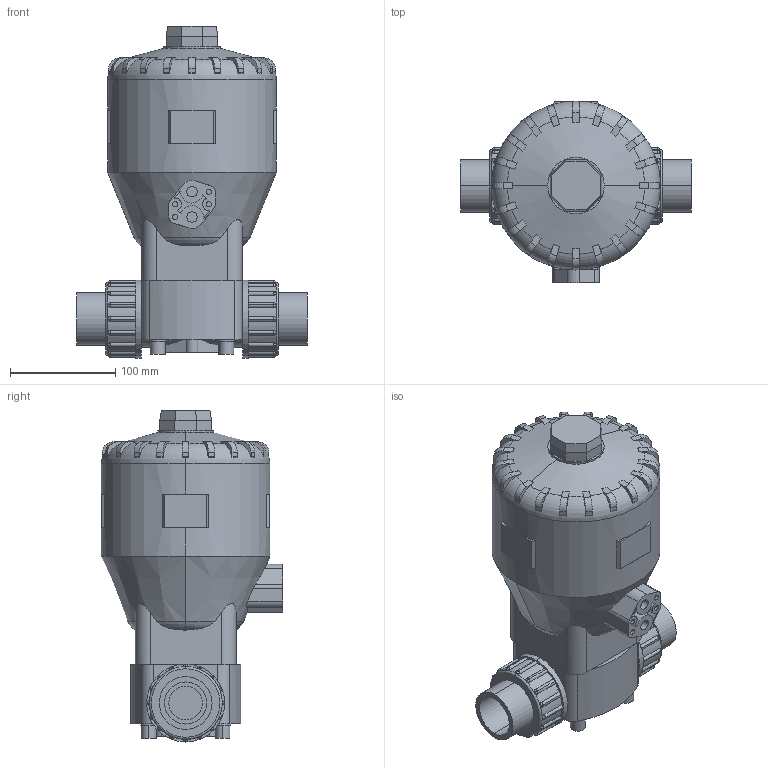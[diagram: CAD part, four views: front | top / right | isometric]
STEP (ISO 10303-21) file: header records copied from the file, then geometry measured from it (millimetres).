
FILE_DESCRIPTION(('STEP AP214'),'1');
FILE_NAME('cctmp_AE6B9910-5A1E-4E4E-BAC2-FEC1EF34EA1F_2021_10_26_11_49_39_0854..stp','2021-10-26T09:49:40',('Praher Valves GmbH'),('CADClick - www.CADClick.com'),'Spatial InterOp 3D',' ','unknown authorization');
FILE_SCHEMA(('AUTOMOTIVE_DESIGN'));
Length unit declared in the file: millimetre
Products named in the file (1): 126172
Bounding box: 219 x 172 x 315 mm (x, y, z)
Volume: 4349336.7 mm3; surface area: 220817.3 mm2
Topology: 1 solids, 3 shells, 483 faces, 1246 edges, 806 vertices
Faces by surface type: cylinder 210, plane 193, sphere 64, torus 12, cone 4
Entity records: 21043 total; most frequent: CARTESIAN_POINT 5295, DIRECTION 2572, ORIENTED_EDGE 2492, EDGE_CURVE 1246, AXIS2_PLACEMENT_3D 1038, VERTEX_POINT 806, CIRCLE 546, EDGE_LOOP 520
